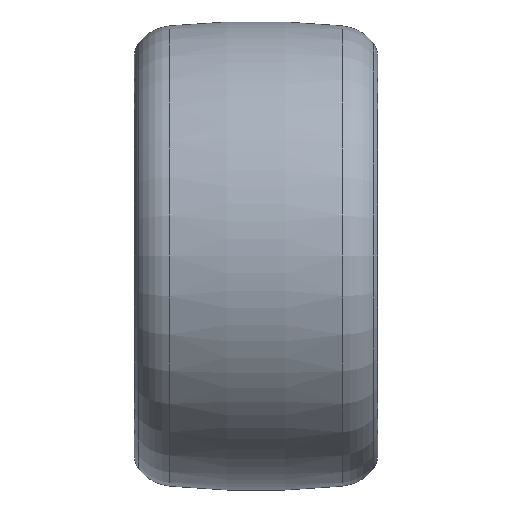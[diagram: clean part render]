
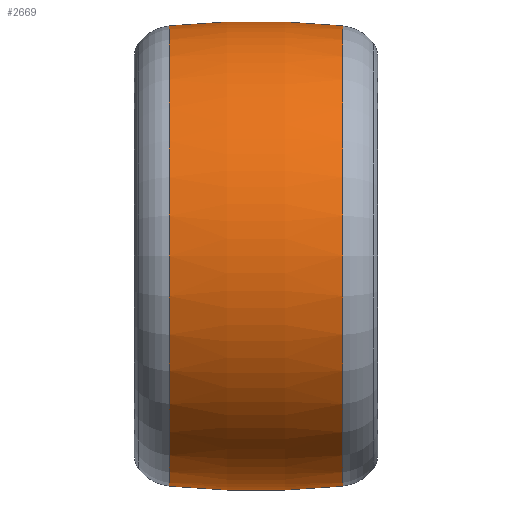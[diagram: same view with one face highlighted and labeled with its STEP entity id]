
A CAD part, front view. The second image highlights one B-rep face of the part: STEP entity #2669.
In plain terms, the highlighted toroidal (fillet/blend) face has major radius 558.165 mm and minor radius 763.905 mm.
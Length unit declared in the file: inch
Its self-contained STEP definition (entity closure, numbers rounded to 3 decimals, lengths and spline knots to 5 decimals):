
#113 = DIRECTION ( 'NONE',  ( 0., 0., -1. ) ) ;
#120 = DIRECTION ( 'NONE',  ( 0., 0., 1. ) ) ;
#452 = CIRCLE ( 'NONE', #6519, 7.95 ) ;
#543 = TOROIDAL_SURFACE ( 'NONE', #3442, -21.975, 30.075 ) ;
#574 = DIRECTION ( 'NONE',  ( 0., 0., -1. ) ) ;
#703 = DIRECTION ( 'NONE',  ( -1., 0., 0. ) ) ;
#1344 = AXIS2_PLACEMENT_3D ( 'NONE', #8038, #2907, #4240 ) ;
#1479 = ORIENTED_EDGE ( 'NONE', *, *, #4772, .F. ) ;
#1748 = ORIENTED_EDGE ( 'NONE', *, *, #7446, .T. ) ;
#1840 = DIRECTION ( 'NONE',  ( 0., 1., 0. ) ) ;
#2010 = CIRCLE ( 'NONE', #1344, 7.95 ) ;
#2383 = ORIENTED_EDGE ( 'NONE', *, *, #3969, .F. ) ;
#2400 = DIRECTION ( 'NONE',  ( -1., 0., 0. ) ) ;
#2621 = CARTESIAN_POINT ( 'NONE',  ( 0., 0., 21.975 ) ) ;
#2669 = ADVANCED_FACE ( 'NONE', ( #6245 ), #543, .T. ) ;
#2864 = VERTEX_POINT ( 'NONE', #4583 ) ;
#2907 = DIRECTION ( 'NONE',  ( -1., 0., 0. ) ) ;
#2933 = ORIENTED_EDGE ( 'NONE', *, *, #3410, .T. ) ;
#3252 = CARTESIAN_POINT ( 'NONE',  ( 0., 0., -21.975 ) ) ;
#3410 = EDGE_CURVE ( 'NONE', #7414, #6322, #2010, .T. ) ;
#3442 = AXIS2_PLACEMENT_3D ( 'NONE', #6163, #2400, #574 ) ;
#3969 = EDGE_CURVE ( 'NONE', #5473, #2864, #452, .T. ) ;
#4240 = DIRECTION ( 'NONE',  ( 0., 0., 1. ) ) ;
#4583 = CARTESIAN_POINT ( 'NONE',  ( -3., 0., 7.95 ) ) ;
#4772 = EDGE_CURVE ( 'NONE', #7414, #5473, #4790, .T. ) ;
#4790 = CIRCLE ( 'NONE', #5851, 30.075 ) ;
#5010 = CARTESIAN_POINT ( 'NONE',  ( 3., 0., 7.95 ) ) ;
#5245 = CIRCLE ( 'NONE', #5774, 30.075 ) ;
#5393 = DIRECTION ( 'NONE',  ( 0., -1., 0. ) ) ;
#5473 = VERTEX_POINT ( 'NONE', #5618 ) ;
#5618 = CARTESIAN_POINT ( 'NONE',  ( -3., 0., -7.95 ) ) ;
#5710 = CARTESIAN_POINT ( 'NONE',  ( -3., 0., 0. ) ) ;
#5774 = AXIS2_PLACEMENT_3D ( 'NONE', #3252, #5393, #113 ) ;
#5851 = AXIS2_PLACEMENT_3D ( 'NONE', #2621, #1840, #7538 ) ;
#6163 = CARTESIAN_POINT ( 'NONE',  ( 0., 0., 0. ) ) ;
#6245 = FACE_OUTER_BOUND ( 'NONE', #7428, .T. ) ;
#6322 = VERTEX_POINT ( 'NONE', #5010 ) ;
#6519 = AXIS2_PLACEMENT_3D ( 'NONE', #5710, #703, #120 ) ;
#7414 = VERTEX_POINT ( 'NONE', #7713 ) ;
#7428 = EDGE_LOOP ( 'NONE', ( #2933, #1748, #2383, #1479 ) ) ;
#7446 = EDGE_CURVE ( 'NONE', #6322, #2864, #5245, .T. ) ;
#7538 = DIRECTION ( 'NONE',  ( 0., 0., 1. ) ) ;
#7713 = CARTESIAN_POINT ( 'NONE',  ( 3., 0., -7.95 ) ) ;
#8038 = CARTESIAN_POINT ( 'NONE',  ( 3., 0., 0. ) ) ;
